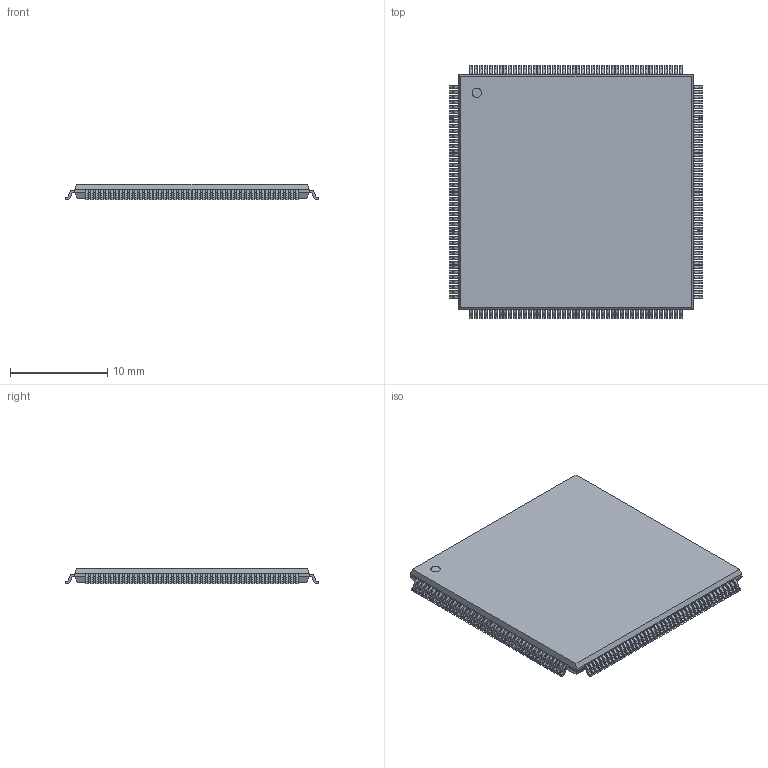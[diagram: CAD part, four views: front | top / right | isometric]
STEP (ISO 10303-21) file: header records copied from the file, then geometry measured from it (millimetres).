
FILE_DESCRIPTION(('HOOPS Exchange Step'),'2;1');
FILE_NAME('temp_export','2023-08-16T22:01:08+08:00',('30abd'),('Shapr3D Limited'),'HOOPS Exchange 2023.1','Shapr3D','Authorized');
FILE_SCHEMA( ('AUTOMOTIVE_DESIGN { 1 0 10303 214 1 1 1 1 }') );
Length unit declared in the file: millimetre
Products named in the file (2): LQFP176_24X24_STM.step; root
Assembly tree (1 placements, depth 2):
  root
    LQFP176_24X24_STM.step
Bounding box: 25.99 x 25.99 x 1.6 mm (x, y, z)
Volume: 845.9 mm3; surface area: 1553.2 mm2
Topology: 178 solids, 178 shells, 2481 faces, 6367 edges, 4242 vertices
Faces by surface type: plane 1776, cylinder 705
Full cylindrical faces by diameter (mm): 0.964 x1
Entity records: 74907 total; most frequent: CARTESIAN_POINT 13092, DIRECTION 12743, ORIENTED_EDGE 12734, EDGE_CURVE 6367, VECTOR 4957, LINE 4957, VERTEX_POINT 4242, AXIS2_PLACEMENT_3D 3893
